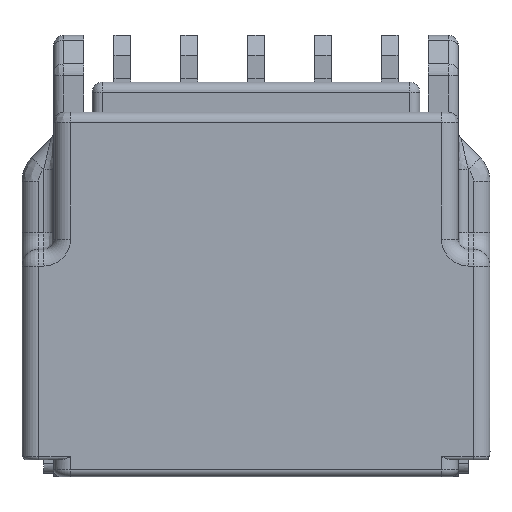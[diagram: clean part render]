
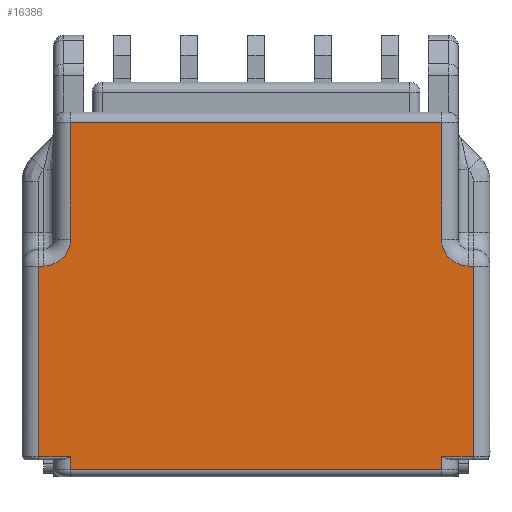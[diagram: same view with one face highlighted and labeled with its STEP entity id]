
A CAD part, front view. The second image highlights one B-rep face of the part: STEP entity #16386.
In plain terms, the highlighted planar face has unit normal (0, -1, 0).
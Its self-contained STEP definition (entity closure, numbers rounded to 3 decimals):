
#45=DIRECTION('',(1.,0.,0.));
#46=VECTOR('',#45,11.1);
#47=CARTESIAN_POINT('',(-5.55,-3.55,0.5));
#48=LINE('',#47,#46);
#81=CARTESIAN_POINT('',(-5.55,-3.55,0.9));
#83=DIRECTION('',(0.,0.,-1.));
#84=VECTOR('',#83,0.4);
#85=CARTESIAN_POINT('',(-5.55,-3.55,0.9));
#86=LINE('',#85,#84);
#2783=DIRECTION('',(0.,0.,-1.));
#2784=VECTOR('',#2783,3.5);
#2785=CARTESIAN_POINT('',(-5.55,-3.55,10.9));
#2786=LINE('',#2785,#2784);
#2814=DIRECTION('',(-1.,0.,0.));
#2815=VECTOR('',#2814,11.1);
#2816=CARTESIAN_POINT('',(5.55,-3.55,10.9));
#2817=LINE('',#2816,#2815);
#3094=DIRECTION('',(0.,0.,1.));
#3095=VECTOR('',#3094,5.7);
#3096=CARTESIAN_POINT('',(6.5,-3.55,0.9));
#3097=LINE('',#3096,#3095);
#4036=DIRECTION('',(0.,0.,1.));
#4037=VECTOR('',#4036,0.4);
#4038=CARTESIAN_POINT('',(5.55,-3.55,0.5));
#4039=LINE('',#4038,#4037);
#4059=CARTESIAN_POINT('',(-6.35,-3.55,7.4));
#4060=DIRECTION('',(0.,-1.,0.));
#4061=DIRECTION('',(0.,0.,-1.));
#4062=AXIS2_PLACEMENT_3D('',#4059,#4060,#4061);
#4064=CARTESIAN_POINT('',(6.35,-3.55,7.4));
#4065=DIRECTION('',(0.,-1.,0.));
#4066=DIRECTION('',(-1.,0.,0.));
#4067=AXIS2_PLACEMENT_3D('',#4064,#4065,#4066);
#4069=DIRECTION('',(-1.,0.,0.));
#4070=VECTOR('',#4069,0.15);
#4071=CARTESIAN_POINT('',(-6.35,-3.55,6.6));
#4072=LINE('',#4071,#4070);
#5100=DIRECTION('',(1.,0.,0.));
#5101=VECTOR('',#5100,0.95);
#5102=CARTESIAN_POINT('',(-6.5,-3.55,0.9));
#5103=LINE('',#5102,#5101);
#5132=DIRECTION('',(0.,0.,-1.));
#5133=VECTOR('',#5132,5.7);
#5134=CARTESIAN_POINT('',(-6.5,-3.55,6.6));
#5135=LINE('',#5134,#5133);
#5234=DIRECTION('',(0.,0.,1.));
#5235=VECTOR('',#5234,3.5);
#5236=CARTESIAN_POINT('',(5.55,-3.55,7.4));
#5237=LINE('',#5236,#5235);
#5257=DIRECTION('',(-1.,0.,0.));
#5258=VECTOR('',#5257,0.15);
#5259=CARTESIAN_POINT('',(6.5,-3.55,6.6));
#5260=LINE('',#5259,#5258);
#5344=DIRECTION('',(1.,0.,0.));
#5345=VECTOR('',#5344,0.95);
#5346=CARTESIAN_POINT('',(5.55,-3.55,0.9));
#5347=LINE('',#5346,#5345);
#8519=CARTESIAN_POINT('',(-5.55,-3.55,0.5));
#8520=VERTEX_POINT('',#8519);
#8521=CARTESIAN_POINT('',(5.55,-3.55,0.5));
#8522=VERTEX_POINT('',#8521);
#8530=VERTEX_POINT('',#81);
#8699=CARTESIAN_POINT('',(-5.55,-3.55,7.4));
#8700=VERTEX_POINT('',#8699);
#8701=CARTESIAN_POINT('',(-6.35,-3.55,6.6));
#8702=VERTEX_POINT('',#8701);
#8705=CARTESIAN_POINT('',(-5.55,-3.55,10.9));
#8706=VERTEX_POINT('',#8705);
#9759=CARTESIAN_POINT('',(6.5,-3.55,6.6));
#9760=VERTEX_POINT('',#9759);
#9764=CARTESIAN_POINT('',(6.5,-3.55,0.9));
#9765=VERTEX_POINT('',#9764);
#10269=CARTESIAN_POINT('',(5.55,-3.55,0.9));
#10270=VERTEX_POINT('',#10269);
#10274=CARTESIAN_POINT('',(-6.5,-3.55,6.6));
#10275=VERTEX_POINT('',#10274);
#10276=CARTESIAN_POINT('',(5.55,-3.55,10.9));
#10277=VERTEX_POINT('',#10276);
#10278=CARTESIAN_POINT('',(5.55,-3.55,7.4));
#10279=VERTEX_POINT('',#10278);
#10280=CARTESIAN_POINT('',(6.35,-3.55,6.6));
#10281=VERTEX_POINT('',#10280);
#10282=CARTESIAN_POINT('',(-6.5,-3.55,0.9));
#10283=VERTEX_POINT('',#10282);
#16358=CARTESIAN_POINT('',(-6.05,-3.55,0.3));
#16359=DIRECTION('',(0.,1.,0.));
#16360=DIRECTION('',(1.,0.,0.));
#16361=AXIS2_PLACEMENT_3D('',#16358,#16359,#16360);
#16362=PLANE('',#16361);
#16364=ORIENTED_EDGE('',*,*,#16363,.F.);
#16365=ORIENTED_EDGE('',*,*,#14539,.T.);
#16366=ORIENTED_EDGE('',*,*,#14554,.F.);
#16367=ORIENTED_EDGE('',*,*,#14606,.F.);
#16369=ORIENTED_EDGE('',*,*,#16368,.F.);
#16371=ORIENTED_EDGE('',*,*,#16370,.T.);
#16373=ORIENTED_EDGE('',*,*,#16372,.F.);
#16374=ORIENTED_EDGE('',*,*,#14967,.F.);
#16376=ORIENTED_EDGE('',*,*,#16375,.F.);
#16377=ORIENTED_EDGE('',*,*,#16346,.F.);
#16378=ORIENTED_EDGE('',*,*,#10764,.F.);
#16379=ORIENTED_EDGE('',*,*,#10799,.F.);
#16381=ORIENTED_EDGE('',*,*,#16380,.F.);
#16383=ORIENTED_EDGE('',*,*,#16382,.F.);
#16384=EDGE_LOOP('',(#16364,#16365,#16366,#16367,#16369,#16371,#16373,#16374,
#16376,#16377,#16378,#16379,#16381,#16383));
#16385=FACE_OUTER_BOUND('',#16384,.F.);
#16386=ADVANCED_FACE('',(#16385),#16362,.F.);
#4063=CIRCLE('',#4062,0.8);
#4068=CIRCLE('',#4067,0.8);
#10764=EDGE_CURVE('',#8520,#8522,#48,.T.);
#10799=EDGE_CURVE('',#8530,#8520,#86,.T.);
#14539=EDGE_CURVE('',#8702,#8700,#4063,.T.);
#14554=EDGE_CURVE('',#8706,#8700,#2786,.T.);
#14606=EDGE_CURVE('',#10277,#8706,#2817,.T.);
#14967=EDGE_CURVE('',#9765,#9760,#3097,.T.);
#16346=EDGE_CURVE('',#8522,#10270,#4039,.T.);
#16363=EDGE_CURVE('',#8702,#10275,#4072,.T.);
#16368=EDGE_CURVE('',#10279,#10277,#5237,.T.);
#16370=EDGE_CURVE('',#10279,#10281,#4068,.T.);
#16372=EDGE_CURVE('',#9760,#10281,#5260,.T.);
#16375=EDGE_CURVE('',#10270,#9765,#5347,.T.);
#16380=EDGE_CURVE('',#10283,#8530,#5103,.T.);
#16382=EDGE_CURVE('',#10275,#10283,#5135,.T.);
